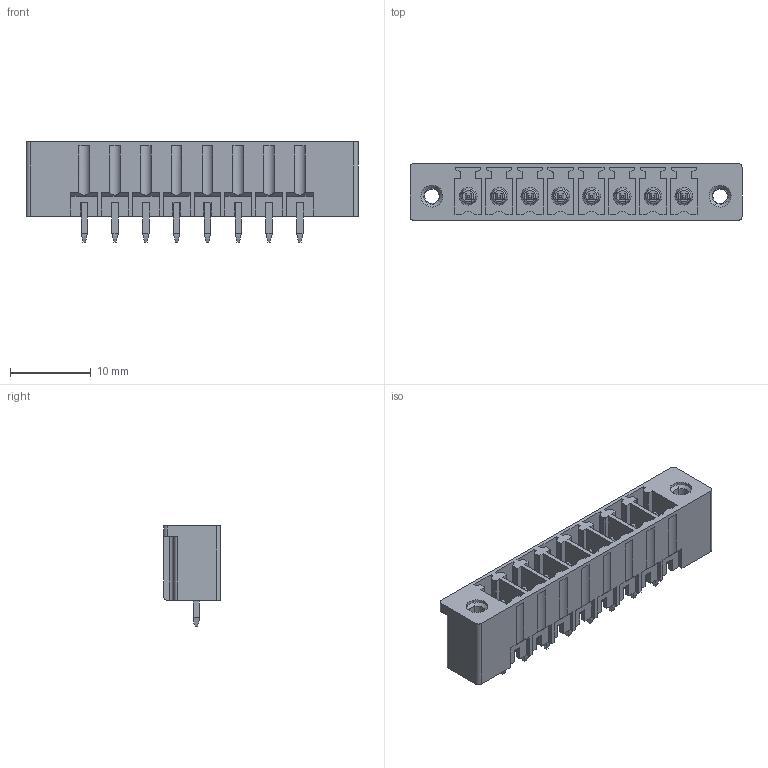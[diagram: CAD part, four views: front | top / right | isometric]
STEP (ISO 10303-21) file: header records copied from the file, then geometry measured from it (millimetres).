
FILE_DESCRIPTION(('CATIA V5 STEP Exchange','CAx-IF Rec.Pracs.--- Model Styling and Organization---1.2---2011-12-15'),'2;1');
FILE_NAME ('D1459845_0', '2018-09-29T06:00:14+00:00', ('none'), ('Weidmueller'), 'CATIA Version 5-6 Release 2014', 'CATIA V5 STEP AP214', 'none');
FILE_SCHEMA(('AUTOMOTIVE_DESIGN { 1 0 10303 214 1 1 1 1 }'));
Length unit declared in the file: millimetre
Products named in the file (1): 1943240000
Bounding box: 41.07 x 7.05 x 12.4 mm (x, y, z)
Volume: 1387.1 mm3; surface area: 3350.8 mm2
Topology: 9 solids, 9 shells, 627 faces, 1782 edges, 1199 vertices
Faces by surface type: plane 442, cylinder 149, cone 20, torus 16
Entity records: 19029 total; most frequent: CARTESIAN_POINT 3749, ORIENTED_EDGE 3564, DIRECTION 2460, EDGE_CURVE 1782, VECTOR 1420, LINE 1420, VERTEX_POINT 1199, EDGE_LOOP 673
